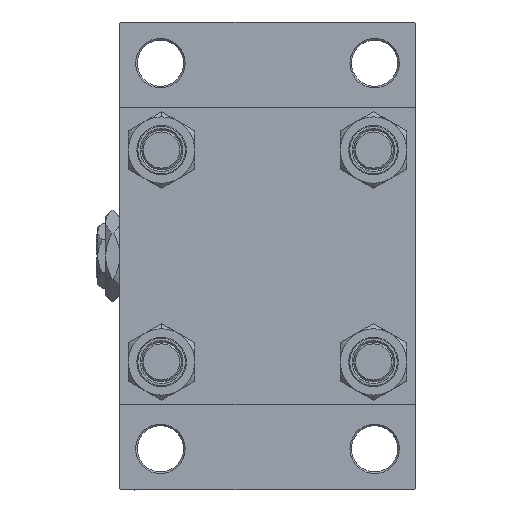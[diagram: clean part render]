
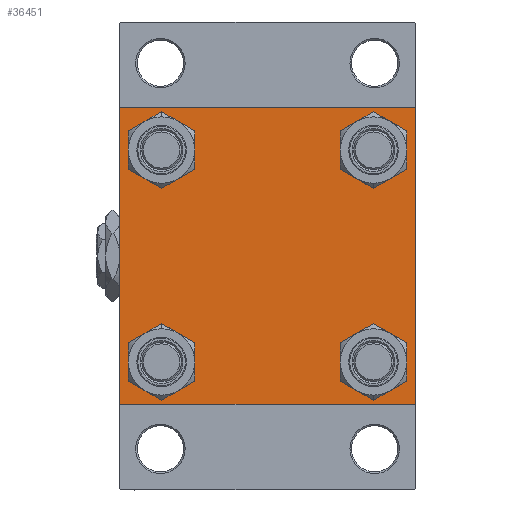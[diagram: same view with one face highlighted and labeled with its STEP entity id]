
A CAD part, left-side view. The second image highlights one B-rep face of the part: STEP entity #36451.
In plain terms, the highlighted planar face has unit normal (-1, 0, 0).
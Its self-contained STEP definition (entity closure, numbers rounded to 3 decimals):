
#2529 = CARTESIAN_POINT ( 'NONE',  ( 0., -32.15, 25.65 ) ) ;
#2605 = CARTESIAN_POINT ( 'NONE',  ( 0., -45., 44.5 ) ) ;
#2625 = CARTESIAN_POINT ( 'NONE',  ( 0., 45., 45. ) ) ;
#2638 = EDGE_CURVE ( 'NONE', #44269, #11455, #6052, .T. ) ;
#3478 = DIRECTION ( 'NONE',  ( 1., 0., 0. ) ) ;
#3558 = VERTEX_POINT ( 'NONE', #30136 ) ;
#4258 = FACE_OUTER_BOUND ( 'NONE', #19472, .T. ) ;
#4456 = DIRECTION ( 'NONE',  ( 1., 0., 0. ) ) ;
#4889 = VERTEX_POINT ( 'NONE', #28131 ) ;
#5029 = CARTESIAN_POINT ( 'NONE',  ( 0., -44.5, 45. ) ) ;
#5201 = EDGE_LOOP ( 'NONE', ( #35836, #32115 ) ) ;
#5511 = EDGE_CURVE ( 'NONE', #32060, #9803, #9651, .T. ) ;
#5538 = ORIENTED_EDGE ( 'NONE', *, *, #21483, .T. ) ;
#5699 = LINE ( 'NONE', #25201, #23246 ) ;
#5758 = CARTESIAN_POINT ( 'NONE',  ( 0., 44.5, -45. ) ) ;
#6006 = LINE ( 'NONE', #9766, #11925 ) ;
#6052 = CIRCLE ( 'NONE', #29240, 6.5 ) ;
#6387 = DIRECTION ( 'NONE',  ( 0., -1., 0. ) ) ;
#7236 = CARTESIAN_POINT ( 'NONE',  ( 0., 32.15, -32.15 ) ) ;
#7371 = ORIENTED_EDGE ( 'NONE', *, *, #36198, .T. ) ;
#7675 = AXIS2_PLACEMENT_3D ( 'NONE', #7236, #18713, #34017 ) ;
#7968 = CARTESIAN_POINT ( 'NONE',  ( 0., -44.75, 44.75 ) ) ;
#7989 = EDGE_CURVE ( 'NONE', #39412, #4889, #48274, .T. ) ;
#8361 = DIRECTION ( 'NONE',  ( 0., 0., 1. ) ) ;
#8457 = DIRECTION ( 'NONE',  ( 0., 0.707, 0.707 ) ) ;
#9651 = LINE ( 'NONE', #2625, #40511 ) ;
#9766 = CARTESIAN_POINT ( 'NONE',  ( 0., 45., -45. ) ) ;
#9803 = VERTEX_POINT ( 'NONE', #5029 ) ;
#10087 = CARTESIAN_POINT ( 'NONE',  ( 0., -32.15, 32.15 ) ) ;
#11455 = VERTEX_POINT ( 'NONE', #2529 ) ;
#11925 = VECTOR ( 'NONE', #40530, 1000. ) ;
#12571 = EDGE_CURVE ( 'NONE', #4889, #39412, #31528, .T. ) ;
#12703 = CARTESIAN_POINT ( 'NONE',  ( 0., 32.15, -25.65 ) ) ;
#13446 = LINE ( 'NONE', #25723, #22900 ) ;
#14058 = CIRCLE ( 'NONE', #42056, 6.5 ) ;
#14082 = DIRECTION ( 'NONE',  ( 1., 0., 0. ) ) ;
#15023 = CIRCLE ( 'NONE', #43015, 6.5 ) ;
#15231 = VECTOR ( 'NONE', #48475, 1000. ) ;
#15326 = CARTESIAN_POINT ( 'NONE',  ( 0., -44.75, -44.75 ) ) ;
#15331 = CARTESIAN_POINT ( 'NONE',  ( 0., 32.15, -38.65 ) ) ;
#15702 = DIRECTION ( 'NONE',  ( 0., 0., 1. ) ) ;
#16117 = CARTESIAN_POINT ( 'NONE',  ( 0., 45., -44.5 ) ) ;
#16292 = EDGE_CURVE ( 'NONE', #48214, #34055, #14058, .T. ) ;
#16593 = CARTESIAN_POINT ( 'NONE',  ( 0., 32.15, 38.65 ) ) ;
#17838 = CARTESIAN_POINT ( 'NONE',  ( 0., -45., -44.5 ) ) ;
#17890 = ORIENTED_EDGE ( 'NONE', *, *, #33839, .T. ) ;
#17926 = LINE ( 'NONE', #33223, #15231 ) ;
#17974 = VERTEX_POINT ( 'NONE', #16117 ) ;
#18620 = ORIENTED_EDGE ( 'NONE', *, *, #48603, .T. ) ;
#18686 = CARTESIAN_POINT ( 'NONE',  ( 0., 44.5, 45. ) ) ;
#18709 = AXIS2_PLACEMENT_3D ( 'NONE', #39555, #46144, #8361 ) ;
#18713 = DIRECTION ( 'NONE',  ( 1., 0., 0. ) ) ;
#19085 = LINE ( 'NONE', #15326, #49299 ) ;
#19472 = EDGE_LOOP ( 'NONE', ( #36422, #18620, #21582, #7371, #44220, #25699, #27111, #19694 ) ) ;
#19694 = ORIENTED_EDGE ( 'NONE', *, *, #37539, .T. ) ;
#19889 = EDGE_CURVE ( 'NONE', #46391, #9803, #38733, .T. ) ;
#20811 = CARTESIAN_POINT ( 'NONE',  ( 0., -32.15, -38.65 ) ) ;
#21483 = EDGE_CURVE ( 'NONE', #34986, #37167, #15023, .T. ) ;
#21582 = ORIENTED_EDGE ( 'NONE', *, *, #43933, .T. ) ;
#21609 = DIRECTION ( 'NONE',  ( 0., 0., 1. ) ) ;
#21786 = EDGE_CURVE ( 'NONE', #11455, #44269, #49408, .T. ) ;
#22302 = DIRECTION ( 'NONE',  ( -1., 0., 0. ) ) ;
#22702 = DIRECTION ( 'NONE',  ( 0., 0., -1. ) ) ;
#22900 = VECTOR ( 'NONE', #36501, 1000. ) ;
#23246 = VECTOR ( 'NONE', #35747, 1000. ) ;
#23278 = FACE_BOUND ( 'NONE', #45002, .T. ) ;
#23366 = ORIENTED_EDGE ( 'NONE', *, *, #37378, .T. ) ;
#23469 = CARTESIAN_POINT ( 'NONE',  ( 0., -32.15, -32.15 ) ) ;
#23684 = VERTEX_POINT ( 'NONE', #5758 ) ;
#25201 = CARTESIAN_POINT ( 'NONE',  ( 0., 45., 45. ) ) ;
#25699 = ORIENTED_EDGE ( 'NONE', *, *, #19889, .T. ) ;
#25723 = CARTESIAN_POINT ( 'NONE',  ( 0., 44.75, 44.75 ) ) ;
#26009 = DIRECTION ( 'NONE',  ( 0., 0., 1. ) ) ;
#26491 = ORIENTED_EDGE ( 'NONE', *, *, #16292, .T. ) ;
#26697 = LINE ( 'NONE', #48974, #29305 ) ;
#26801 = DIRECTION ( 'NONE',  ( 1., 0., 0. ) ) ;
#27111 = ORIENTED_EDGE ( 'NONE', *, *, #5511, .F. ) ;
#27852 = AXIS2_PLACEMENT_3D ( 'NONE', #49264, #3478, #26009 ) ;
#28049 = CARTESIAN_POINT ( 'NONE',  ( 0., 32.15, 25.65 ) ) ;
#28131 = CARTESIAN_POINT ( 'NONE',  ( 0., -32.15, -25.65 ) ) ;
#29240 = AXIS2_PLACEMENT_3D ( 'NONE', #10087, #48144, #40612 ) ;
#29305 = VECTOR ( 'NONE', #22702, 1000. ) ;
#30071 = FACE_BOUND ( 'NONE', #41056, .T. ) ;
#30136 = CARTESIAN_POINT ( 'NONE',  ( 0., 45., 44.5 ) ) ;
#30384 = CARTESIAN_POINT ( 'NONE',  ( 0., 32.15, 32.15 ) ) ;
#30563 = FACE_BOUND ( 'NONE', #5201, .T. ) ;
#30577 = DIRECTION ( 'NONE',  ( 0., 0., 1. ) ) ;
#31528 = CIRCLE ( 'NONE', #18709, 6.5 ) ;
#32060 = VERTEX_POINT ( 'NONE', #18686 ) ;
#32115 = ORIENTED_EDGE ( 'NONE', *, *, #7989, .T. ) ;
#33223 = CARTESIAN_POINT ( 'NONE',  ( 0., 44.75, -44.75 ) ) ;
#33386 = CARTESIAN_POINT ( 'NONE',  ( 0., 32.15, -32.15 ) ) ;
#33839 = EDGE_CURVE ( 'NONE', #37167, #34986, #40430, .T. ) ;
#34017 = DIRECTION ( 'NONE',  ( 0., 0., 1. ) ) ;
#34055 = VERTEX_POINT ( 'NONE', #15331 ) ;
#34804 = PLANE ( 'NONE',  #38935 ) ;
#34986 = VERTEX_POINT ( 'NONE', #16593 ) ;
#35281 = ORIENTED_EDGE ( 'NONE', *, *, #2638, .T. ) ;
#35747 = DIRECTION ( 'NONE',  ( 0., 0., -1. ) ) ;
#35836 = ORIENTED_EDGE ( 'NONE', *, *, #12571, .T. ) ;
#36103 = DIRECTION ( 'NONE',  ( 0., -0.707, 0.707 ) ) ;
#36198 = EDGE_CURVE ( 'NONE', #36373, #41422, #19085, .T. ) ;
#36231 = ORIENTED_EDGE ( 'NONE', *, *, #21786, .T. ) ;
#36373 = VERTEX_POINT ( 'NONE', #45556 ) ;
#36422 = ORIENTED_EDGE ( 'NONE', *, *, #48442, .T. ) ;
#36451 = ADVANCED_FACE ( 'NONE', ( #23278, #30563, #38544, #30071, #4258 ), #34804, .T. ) ;
#36501 = DIRECTION ( 'NONE',  ( 0., 0.707, -0.707 ) ) ;
#36901 = DIRECTION ( 'NONE',  ( 1., 0., 0. ) ) ;
#37068 = AXIS2_PLACEMENT_3D ( 'NONE', #23469, #4456, #15702 ) ;
#37167 = VERTEX_POINT ( 'NONE', #28049 ) ;
#37378 = EDGE_CURVE ( 'NONE', #34055, #48214, #44420, .T. ) ;
#37539 = EDGE_CURVE ( 'NONE', #32060, #3558, #13446, .T. ) ;
#37580 = DIRECTION ( 'NONE',  ( 0., 0., 1. ) ) ;
#37664 = EDGE_CURVE ( 'NONE', #46391, #41422, #26697, .T. ) ;
#38544 = FACE_BOUND ( 'NONE', #39768, .T. ) ;
#38733 = LINE ( 'NONE', #7968, #49380 ) ;
#38935 = AXIS2_PLACEMENT_3D ( 'NONE', #45064, #22302, #37580 ) ;
#39412 = VERTEX_POINT ( 'NONE', #20811 ) ;
#39555 = CARTESIAN_POINT ( 'NONE',  ( 0., -32.15, -32.15 ) ) ;
#39768 = EDGE_LOOP ( 'NONE', ( #26491, #23366 ) ) ;
#40430 = CIRCLE ( 'NONE', #49220, 6.5 ) ;
#40511 = VECTOR ( 'NONE', #6387, 1000. ) ;
#40530 = DIRECTION ( 'NONE',  ( 0., -1., 0. ) ) ;
#40612 = DIRECTION ( 'NONE',  ( 0., 0., 1. ) ) ;
#40915 = CARTESIAN_POINT ( 'NONE',  ( 0., -32.15, 38.65 ) ) ;
#41056 = EDGE_LOOP ( 'NONE', ( #5538, #17890 ) ) ;
#41422 = VERTEX_POINT ( 'NONE', #17838 ) ;
#42056 = AXIS2_PLACEMENT_3D ( 'NONE', #33386, #14082, #21609 ) ;
#43015 = AXIS2_PLACEMENT_3D ( 'NONE', #48597, #26801, #30577 ) ;
#43933 = EDGE_CURVE ( 'NONE', #23684, #36373, #6006, .T. ) ;
#44220 = ORIENTED_EDGE ( 'NONE', *, *, #37664, .F. ) ;
#44269 = VERTEX_POINT ( 'NONE', #40915 ) ;
#44420 = CIRCLE ( 'NONE', #7675, 6.5 ) ;
#44886 = DIRECTION ( 'NONE',  ( 0., 0., 1. ) ) ;
#45002 = EDGE_LOOP ( 'NONE', ( #35281, #36231 ) ) ;
#45064 = CARTESIAN_POINT ( 'NONE',  ( 0., 0., 0. ) ) ;
#45556 = CARTESIAN_POINT ( 'NONE',  ( 0., -44.5, -45. ) ) ;
#46144 = DIRECTION ( 'NONE',  ( 1., 0., 0. ) ) ;
#46391 = VERTEX_POINT ( 'NONE', #2605 ) ;
#48144 = DIRECTION ( 'NONE',  ( 1., 0., 0. ) ) ;
#48214 = VERTEX_POINT ( 'NONE', #12703 ) ;
#48274 = CIRCLE ( 'NONE', #37068, 6.5 ) ;
#48442 = EDGE_CURVE ( 'NONE', #3558, #17974, #5699, .T. ) ;
#48475 = DIRECTION ( 'NONE',  ( 0., -0.707, -0.707 ) ) ;
#48597 = CARTESIAN_POINT ( 'NONE',  ( 0., 32.15, 32.15 ) ) ;
#48603 = EDGE_CURVE ( 'NONE', #17974, #23684, #17926, .T. ) ;
#48974 = CARTESIAN_POINT ( 'NONE',  ( 0., -45., 45. ) ) ;
#49220 = AXIS2_PLACEMENT_3D ( 'NONE', #30384, #36901, #44886 ) ;
#49264 = CARTESIAN_POINT ( 'NONE',  ( 0., -32.15, 32.15 ) ) ;
#49299 = VECTOR ( 'NONE', #36103, 1000. ) ;
#49380 = VECTOR ( 'NONE', #8457, 1000. ) ;
#49408 = CIRCLE ( 'NONE', #27852, 6.5 ) ;
